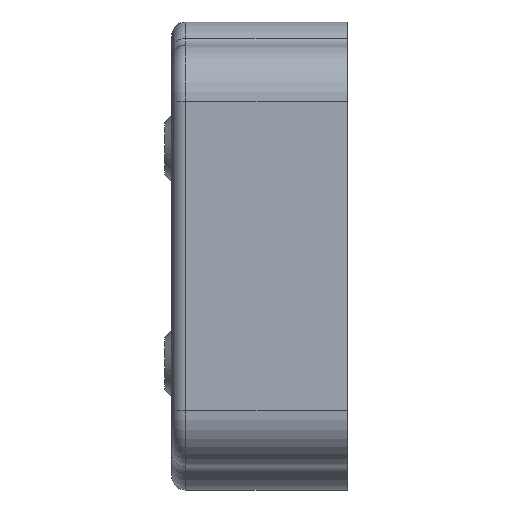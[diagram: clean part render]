
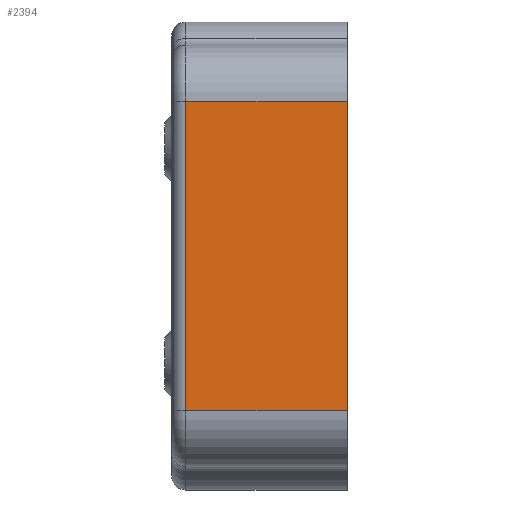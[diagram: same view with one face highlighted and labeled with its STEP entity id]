
A CAD part, left-side view. The second image highlights one B-rep face of the part: STEP entity #2394.
In plain terms, the highlighted planar face has unit normal (-1, 0, 0).
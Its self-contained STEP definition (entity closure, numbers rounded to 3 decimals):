
#2=DIRECTION('',(0.,0.,1.));
#3=VECTOR('',#2,22.);
#4=CARTESIAN_POINT('',(-30.5,12.,-11.));
#5=LINE('',#4,#3);
#226=DIRECTION('',(0.,0.,1.));
#227=VECTOR('',#226,22.);
#228=CARTESIAN_POINT('',(-30.5,23.5,-11.));
#229=LINE('',#228,#227);
#230=DIRECTION('',(0.,-1.,0.));
#231=VECTOR('',#230,11.5);
#232=CARTESIAN_POINT('',(-30.5,23.5,11.));
#233=LINE('',#232,#231);
#234=DIRECTION('',(0.,-1.,0.));
#235=VECTOR('',#234,11.5);
#236=CARTESIAN_POINT('',(-30.5,23.5,-11.));
#237=LINE('',#236,#235);
#1752=CARTESIAN_POINT('',(-30.5,12.,-11.));
#1753=CARTESIAN_POINT('',(-30.5,12.,11.));
#1754=VERTEX_POINT('',#1752);
#1755=VERTEX_POINT('',#1753);
#2258=CARTESIAN_POINT('',(-30.5,23.5,-11.));
#2259=VERTEX_POINT('',#2258);
#2262=CARTESIAN_POINT('',(-30.5,23.5,11.));
#2263=VERTEX_POINT('',#2262);
#2380=CARTESIAN_POINT('',(-30.5,0.,-15.));
#2381=DIRECTION('',(-1.,0.,0.));
#2382=DIRECTION('',(0.,0.,1.));
#2383=AXIS2_PLACEMENT_3D('',#2380,#2381,#2382);
#2384=PLANE('',#2383);
#2386=ORIENTED_EDGE('',*,*,#2385,.T.);
#2388=ORIENTED_EDGE('',*,*,#2387,.T.);
#2389=ORIENTED_EDGE('',*,*,#2269,.F.);
#2391=ORIENTED_EDGE('',*,*,#2390,.F.);
#2392=EDGE_LOOP('',(#2386,#2388,#2389,#2391));
#2393=FACE_OUTER_BOUND('',#2392,.F.);
#2394=ADVANCED_FACE('',(#2393),#2384,.T.);
#2269=EDGE_CURVE('',#1754,#1755,#5,.T.);
#2385=EDGE_CURVE('',#2259,#2263,#229,.T.);
#2387=EDGE_CURVE('',#2263,#1755,#233,.T.);
#2390=EDGE_CURVE('',#2259,#1754,#237,.T.);
